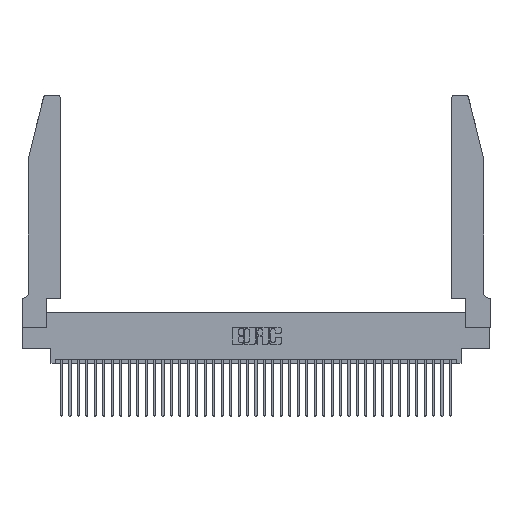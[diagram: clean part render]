
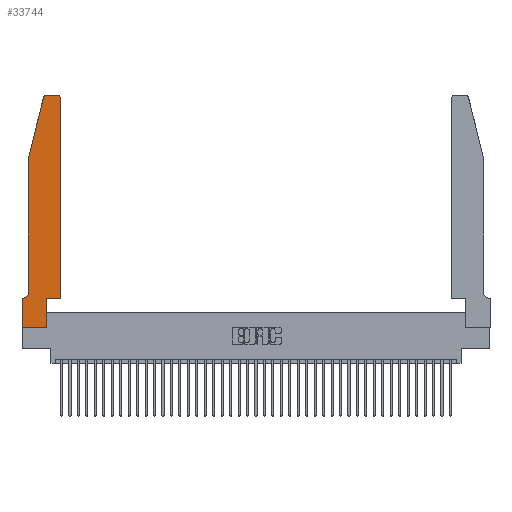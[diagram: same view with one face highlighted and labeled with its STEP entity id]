
A CAD part, top view. The second image highlights one B-rep face of the part: STEP entity #33744.
In plain terms, the highlighted planar face has unit normal (0, 0, 1).
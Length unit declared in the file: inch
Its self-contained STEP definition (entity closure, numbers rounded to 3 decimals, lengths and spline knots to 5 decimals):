
#226 = VERTEX_POINT ( 'NONE', #22092 ) ;
#510 = DIRECTION ( 'NONE',  ( 0., 0., 1. ) ) ;
#732 = LINE ( 'NONE', #1953, #34603 ) ;
#811 = DIRECTION ( 'NONE',  ( -1., 0., 0. ) ) ;
#841 = EDGE_CURVE ( 'NONE', #30596, #25670, #40507, .T. ) ;
#1244 = LINE ( 'NONE', #35649, #17302 ) ;
#1463 = DIRECTION ( 'NONE',  ( 0., 1., 0. ) ) ;
#1740 = CARTESIAN_POINT ( 'NONE',  ( 0.4505, 2.72, 0.37 ) ) ;
#1953 = CARTESIAN_POINT ( 'NONE',  ( 0.2605, 2.75, 0.37 ) ) ;
#2824 = CARTESIAN_POINT ( 'NONE',  ( 0., 0., 0.37 ) ) ;
#3023 = VERTEX_POINT ( 'NONE', #27587 ) ;
#3032 = EDGE_CURVE ( 'NONE', #10214, #37003, #20540, .T. ) ;
#3531 = AXIS2_PLACEMENT_3D ( 'NONE', #38887, #20017, #811 ) ;
#4796 = CARTESIAN_POINT ( 'NONE',  ( 0.0755, 2., 0.37 ) ) ;
#6148 = VECTOR ( 'NONE', #15716, 39.37008 ) ;
#6321 = FACE_OUTER_BOUND ( 'NONE', #22758, .T. ) ;
#6601 = CARTESIAN_POINT ( 'NONE',  ( 0., 0.35, 0.37 ) ) ;
#8818 = ORIENTED_EDGE ( 'NONE', *, *, #841, .T. ) ;
#9496 = VERTEX_POINT ( 'NONE', #1740 ) ;
#9519 = DIRECTION ( 'NONE',  ( 0., -1., 0. ) ) ;
#10214 = VERTEX_POINT ( 'NONE', #11662 ) ;
#10659 = ORIENTED_EDGE ( 'NONE', *, *, #35333, .T. ) ;
#10748 = ORIENTED_EDGE ( 'NONE', *, *, #30837, .T. ) ;
#10777 = VERTEX_POINT ( 'NONE', #39967 ) ;
#11361 = EDGE_CURVE ( 'NONE', #22633, #10214, #38006, .T. ) ;
#11662 = CARTESIAN_POINT ( 'NONE',  ( 0.2865, 0.35, 0.37 ) ) ;
#11749 = VECTOR ( 'NONE', #30267, 39.37008 ) ;
#12154 = CARTESIAN_POINT ( 'NONE',  ( 0.284, 2.72, 0.37 ) ) ;
#12398 = ORIENTED_EDGE ( 'NONE', *, *, #19697, .T. ) ;
#12768 = AXIS2_PLACEMENT_3D ( 'NONE', #32533, #13540, #35692 ) ;
#13013 = ORIENTED_EDGE ( 'NONE', *, *, #24870, .T. ) ;
#13088 = ORIENTED_EDGE ( 'NONE', *, *, #35891, .T. ) ;
#13301 = PLANE ( 'NONE',  #25021 ) ;
#13540 = DIRECTION ( 'NONE',  ( 0., 0., 1. ) ) ;
#14422 = ORIENTED_EDGE ( 'NONE', *, *, #34320, .T. ) ;
#14646 = CARTESIAN_POINT ( 'NONE',  ( 0.0055, 0.35, 0.37 ) ) ;
#15349 = DIRECTION ( 'NONE',  ( 1., 0., 0. ) ) ;
#15716 = DIRECTION ( 'NONE',  ( 1., 0., 0. ) ) ;
#17302 = VECTOR ( 'NONE', #38790, 39.37008 ) ;
#17497 = LINE ( 'NONE', #29038, #39704 ) ;
#18392 = CARTESIAN_POINT ( 'NONE',  ( 0.0755, 2., 0.37 ) ) ;
#19339 = CARTESIAN_POINT ( 'NONE',  ( 0.4205, 2.75, 0.37 ) ) ;
#19697 = EDGE_CURVE ( 'NONE', #25670, #10777, #20852, .T. ) ;
#19720 = CARTESIAN_POINT ( 'NONE',  ( 0., 0.35, 0.37 ) ) ;
#19879 = CIRCLE ( 'NONE', #12768, 0.03 ) ;
#20017 = DIRECTION ( 'NONE',  ( 0., 0., -1. ) ) ;
#20540 = LINE ( 'NONE', #33895, #37302 ) ;
#20852 = LINE ( 'NONE', #18392, #36634 ) ;
#21105 = ORIENTED_EDGE ( 'NONE', *, *, #38539, .T. ) ;
#21142 = DIRECTION ( 'NONE',  ( -1., 0., 0. ) ) ;
#22092 = CARTESIAN_POINT ( 'NONE',  ( 0., 0., 0.37 ) ) ;
#22633 = VERTEX_POINT ( 'NONE', #35545 ) ;
#22758 = EDGE_LOOP ( 'NONE', ( #10659, #8818, #12398, #13088, #10748, #29625, #13013, #25215, #25816, #30675, #21105, #14422 ) ) ;
#23060 = LINE ( 'NONE', #34910, #30456 ) ;
#23162 = LINE ( 'NONE', #2824, #6148 ) ;
#23494 = DIRECTION ( 'NONE',  ( 1., 0., 0. ) ) ;
#24870 = EDGE_CURVE ( 'NONE', #29596, #226, #23060, .T. ) ;
#25021 = AXIS2_PLACEMENT_3D ( 'NONE', #19720, #510, #23494 ) ;
#25215 = ORIENTED_EDGE ( 'NONE', *, *, #30037, .T. ) ;
#25670 = VERTEX_POINT ( 'NONE', #36236 ) ;
#25816 = ORIENTED_EDGE ( 'NONE', *, *, #11361, .T. ) ;
#27587 = CARTESIAN_POINT ( 'NONE',  ( 0.0755, 0.42, 0.37 ) ) ;
#28036 = CIRCLE ( 'NONE', #3531, 0.07 ) ;
#28678 = VECTOR ( 'NONE', #1463, 39.37008 ) ;
#29038 = CARTESIAN_POINT ( 'NONE',  ( 0.4505, 0.35, 0.37 ) ) ;
#29596 = VERTEX_POINT ( 'NONE', #6601 ) ;
#29625 = ORIENTED_EDGE ( 'NONE', *, *, #35058, .T. ) ;
#29628 = LINE ( 'NONE', #4796, #11749 ) ;
#30037 = EDGE_CURVE ( 'NONE', #226, #22633, #23162, .T. ) ;
#30267 = DIRECTION ( 'NONE',  ( 0., -1., 0. ) ) ;
#30456 = VECTOR ( 'NONE', #9519, 39.37008 ) ;
#30596 = VERTEX_POINT ( 'NONE', #31500 ) ;
#30675 = ORIENTED_EDGE ( 'NONE', *, *, #3032, .T. ) ;
#30837 = EDGE_CURVE ( 'NONE', #3023, #39455, #28036, .T. ) ;
#31500 = CARTESIAN_POINT ( 'NONE',  ( 0.284, 2.75, 0.37 ) ) ;
#32533 = CARTESIAN_POINT ( 'NONE',  ( 0.4205, 2.72, 0.37 ) ) ;
#33225 = VERTEX_POINT ( 'NONE', #19339 ) ;
#33744 = ADVANCED_FACE ( 'NONE', ( #6321 ), #13301, .T. ) ;
#33895 = CARTESIAN_POINT ( 'NONE',  ( 0.4505, 0.35, 0.37 ) ) ;
#34320 = EDGE_CURVE ( 'NONE', #9496, #33225, #19879, .T. ) ;
#34323 = DIRECTION ( 'NONE',  ( 0., 0., 1. ) ) ;
#34603 = VECTOR ( 'NONE', #21142, 39.37008 ) ;
#34910 = CARTESIAN_POINT ( 'NONE',  ( 0., 0., 0.37 ) ) ;
#35058 = EDGE_CURVE ( 'NONE', #39455, #29596, #1244, .T. ) ;
#35232 = DIRECTION ( 'NONE',  ( 0., 1., 0. ) ) ;
#35333 = EDGE_CURVE ( 'NONE', #33225, #30596, #732, .T. ) ;
#35545 = CARTESIAN_POINT ( 'NONE',  ( 0.2865, 0., 0.37 ) ) ;
#35560 = CARTESIAN_POINT ( 'NONE',  ( 0.4505, 0.35, 0.37 ) ) ;
#35649 = CARTESIAN_POINT ( 'NONE',  ( 0.0755, 0.35, 0.37 ) ) ;
#35692 = DIRECTION ( 'NONE',  ( 1., 0., 0. ) ) ;
#35891 = EDGE_CURVE ( 'NONE', #10777, #3023, #29628, .T. ) ;
#36236 = CARTESIAN_POINT ( 'NONE',  ( 0.25487, 2.72718, 0.37 ) ) ;
#36634 = VECTOR ( 'NONE', #37296, 39.37008 ) ;
#37003 = VERTEX_POINT ( 'NONE', #35560 ) ;
#37296 = DIRECTION ( 'NONE',  ( -0.239, -0.971, 0. ) ) ;
#37302 = VECTOR ( 'NONE', #40183, 39.37008 ) ;
#38006 = LINE ( 'NONE', #39519, #28678 ) ;
#38539 = EDGE_CURVE ( 'NONE', #37003, #9496, #17497, .T. ) ;
#38790 = DIRECTION ( 'NONE',  ( -1., 0., 0. ) ) ;
#38887 = CARTESIAN_POINT ( 'NONE',  ( 0.0055, 0.42, 0.37 ) ) ;
#39012 = AXIS2_PLACEMENT_3D ( 'NONE', #12154, #34323, #15349 ) ;
#39455 = VERTEX_POINT ( 'NONE', #14646 ) ;
#39519 = CARTESIAN_POINT ( 'NONE',  ( 0.2865, 0.35, 0.37 ) ) ;
#39704 = VECTOR ( 'NONE', #35232, 39.37008 ) ;
#39967 = CARTESIAN_POINT ( 'NONE',  ( 0.0755, 2., 0.37 ) ) ;
#40183 = DIRECTION ( 'NONE',  ( 1., 0., 0. ) ) ;
#40507 = CIRCLE ( 'NONE', #39012, 0.03 ) ;
